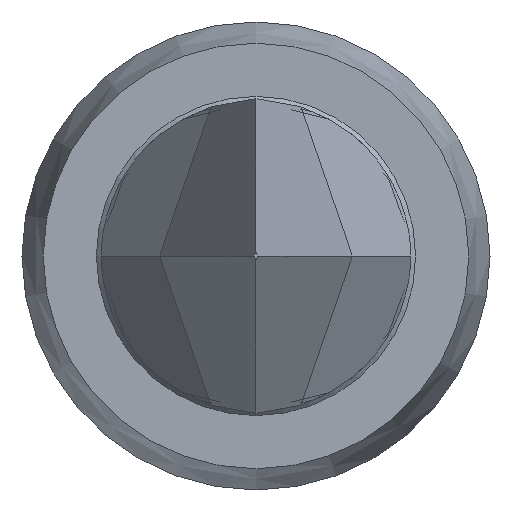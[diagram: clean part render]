
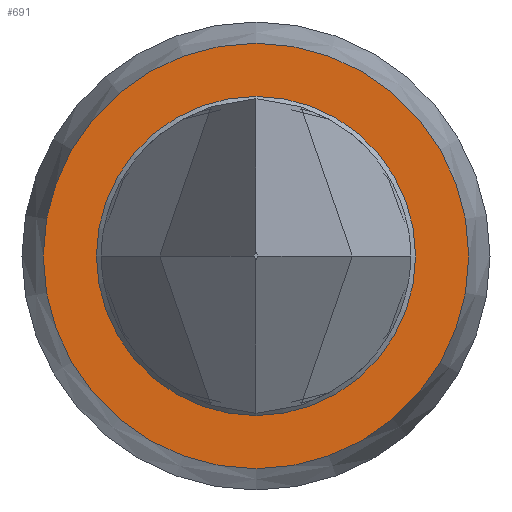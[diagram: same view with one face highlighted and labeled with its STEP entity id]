
A CAD part, left-side view. The second image highlights one B-rep face of the part: STEP entity #691.
In plain terms, the highlighted planar face has unit normal (-1, 0, 0).
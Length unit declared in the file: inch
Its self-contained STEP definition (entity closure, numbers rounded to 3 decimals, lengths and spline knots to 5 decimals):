
#10 = CARTESIAN_POINT ( 'NONE',  ( 0., 0., 0. ) ) ;
#17 = DIRECTION ( 'NONE',  ( 0., 0., -1. ) ) ;
#142 = CARTESIAN_POINT ( 'NONE',  ( 0., 0., -0.014 ) ) ;
#185 = DIRECTION ( 'NONE',  ( -1., 0., 0. ) ) ;
#211 = CIRCLE ( 'NONE', #751, 0.014 ) ;
#274 = VERTEX_POINT ( 'NONE', #766 ) ;
#355 = PLANE ( 'NONE',  #600 ) ;
#413 = DIRECTION ( 'NONE',  ( -1., 0., 0. ) ) ;
#414 = EDGE_LOOP ( 'NONE', ( #638 ) ) ;
#425 = ORIENTED_EDGE ( 'NONE', *, *, #792, .F. ) ;
#475 = EDGE_CURVE ( 'NONE', #274, #274, #702, .T. ) ;
#481 = CARTESIAN_POINT ( 'NONE',  ( 0., 0., 0. ) ) ;
#515 = DIRECTION ( 'NONE',  ( 0., 0., 1. ) ) ;
#536 = EDGE_LOOP ( 'NONE', ( #425 ) ) ;
#548 = FACE_BOUND ( 'NONE', #414, .T. ) ;
#583 = DIRECTION ( 'NONE',  ( 1., 0., 0. ) ) ;
#600 = AXIS2_PLACEMENT_3D ( 'NONE', #812, #185, #515 ) ;
#609 = DIRECTION ( 'NONE',  ( 0., 0., 1. ) ) ;
#638 = ORIENTED_EDGE ( 'NONE', *, *, #475, .F. ) ;
#643 = VERTEX_POINT ( 'NONE', #142 ) ;
#691 = ADVANCED_FACE ( 'NONE', ( #548, #744 ), #355, .T. ) ;
#702 = CIRCLE ( 'NONE', #805, 0.0105 ) ;
#744 = FACE_OUTER_BOUND ( 'NONE', #536, .T. ) ;
#751 = AXIS2_PLACEMENT_3D ( 'NONE', #10, #583, #17 ) ;
#766 = CARTESIAN_POINT ( 'NONE',  ( 0., 0., 0.0105 ) ) ;
#792 = EDGE_CURVE ( 'NONE', #643, #643, #211, .T. ) ;
#805 = AXIS2_PLACEMENT_3D ( 'NONE', #481, #413, #609 ) ;
#812 = CARTESIAN_POINT ( 'NONE',  ( 0., 0.014, 0. ) ) ;
